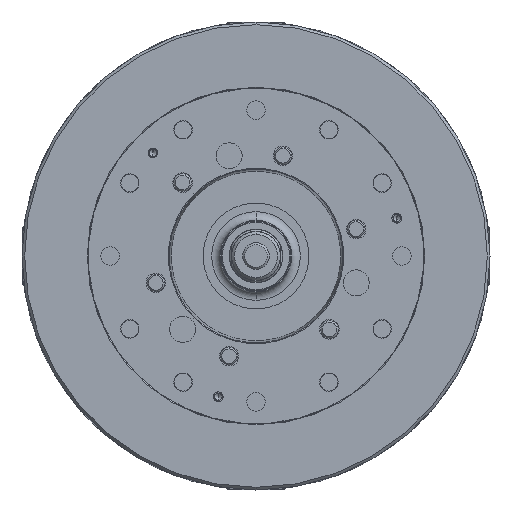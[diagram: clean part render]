
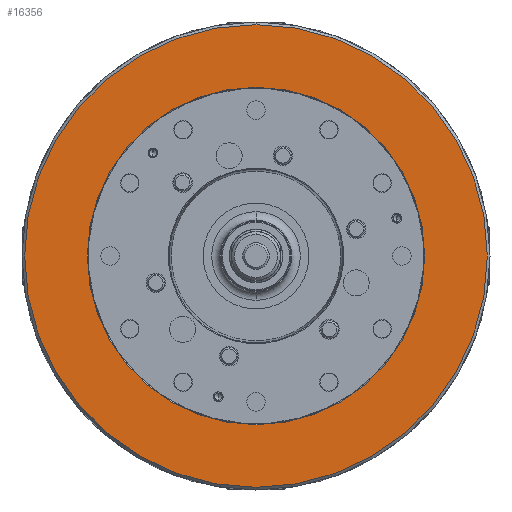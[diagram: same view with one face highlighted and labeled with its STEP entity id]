
A CAD part, left-side view. The second image highlights one B-rep face of the part: STEP entity #16356.
In plain terms, the highlighted planar face has unit normal (-1, 0, 0).
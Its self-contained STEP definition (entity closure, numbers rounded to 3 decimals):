
#3176 = AXIS2_PLACEMENT_3D ( 'NONE', #25143, #25130, #12843 ) ;
#3762 = CARTESIAN_POINT ( 'NONE',  ( 0., 0., 191. ) ) ;
#3818 = AXIS2_PLACEMENT_3D ( 'NONE', #26696, #26340, #35098 ) ;
#6465 = FACE_BOUND ( 'NONE', #6627, .T. ) ;
#6627 = EDGE_LOOP ( 'NONE', ( #21192, #11162 ) ) ;
#6998 = CARTESIAN_POINT ( 'NONE',  ( 0., 0., 262. ) ) ;
#10034 = EDGE_LOOP ( 'NONE', ( #47246, #40999 ) ) ;
#10599 = CARTESIAN_POINT ( 'NONE',  ( 0., 0., 0. ) ) ;
#11162 = ORIENTED_EDGE ( 'NONE', *, *, #17668, .F. ) ;
#11622 = CIRCLE ( 'NONE', #3176, 191. ) ;
#12843 = DIRECTION ( 'NONE',  ( 0., 0., 1. ) ) ;
#13747 = CIRCLE ( 'NONE', #30758, 262. ) ;
#13998 = CARTESIAN_POINT ( 'NONE',  ( 0., 0., -191. ) ) ;
#14142 = AXIS2_PLACEMENT_3D ( 'NONE', #10599, #39918, #14811 ) ;
#14811 = DIRECTION ( 'NONE',  ( 0., 0., 1. ) ) ;
#15445 = VERTEX_POINT ( 'NONE', #54033 ) ;
#16356 = ADVANCED_FACE ( 'NONE', ( #6465, #49799 ), #26403, .F. ) ;
#17668 = EDGE_CURVE ( 'NONE', #41109, #39096, #11622, .T. ) ;
#20143 = DIRECTION ( 'NONE',  ( 0., 0., 1. ) ) ;
#20194 = DIRECTION ( 'NONE',  ( -1., 0., 0. ) ) ;
#20267 = CARTESIAN_POINT ( 'NONE',  ( 0., 0., 0. ) ) ;
#20750 = DIRECTION ( 'NONE',  ( 0., 0., 1. ) ) ;
#20759 = DIRECTION ( 'NONE',  ( -1., 0., 0. ) ) ;
#20814 = CARTESIAN_POINT ( 'NONE',  ( 0., 0., 0. ) ) ;
#21192 = ORIENTED_EDGE ( 'NONE', *, *, #30887, .F. ) ;
#22011 = EDGE_CURVE ( 'NONE', #40684, #15445, #13747, .T. ) ;
#25130 = DIRECTION ( 'NONE',  ( -1., 0., 0. ) ) ;
#25143 = CARTESIAN_POINT ( 'NONE',  ( 0., 0., 0. ) ) ;
#26340 = DIRECTION ( 'NONE',  ( 1., 0., 0. ) ) ;
#26403 = PLANE ( 'NONE',  #3818 ) ;
#26696 = CARTESIAN_POINT ( 'NONE',  ( 0., 262., 0. ) ) ;
#30067 = CIRCLE ( 'NONE', #14142, 262. ) ;
#30758 = AXIS2_PLACEMENT_3D ( 'NONE', #20814, #20759, #20750 ) ;
#30887 = EDGE_CURVE ( 'NONE', #39096, #41109, #49317, .T. ) ;
#35098 = DIRECTION ( 'NONE',  ( 0., 0., -1. ) ) ;
#39096 = VERTEX_POINT ( 'NONE', #3762 ) ;
#39918 = DIRECTION ( 'NONE',  ( -1., 0., 0. ) ) ;
#40684 = VERTEX_POINT ( 'NONE', #6998 ) ;
#40999 = ORIENTED_EDGE ( 'NONE', *, *, #22011, .T. ) ;
#41109 = VERTEX_POINT ( 'NONE', #13998 ) ;
#44666 = EDGE_CURVE ( 'NONE', #15445, #40684, #30067, .T. ) ;
#47246 = ORIENTED_EDGE ( 'NONE', *, *, #44666, .T. ) ;
#49317 = CIRCLE ( 'NONE', #51538, 191. ) ;
#49799 = FACE_OUTER_BOUND ( 'NONE', #10034, .T. ) ;
#51538 = AXIS2_PLACEMENT_3D ( 'NONE', #20267, #20194, #20143 ) ;
#54033 = CARTESIAN_POINT ( 'NONE',  ( 0., 0., -262. ) ) ;
